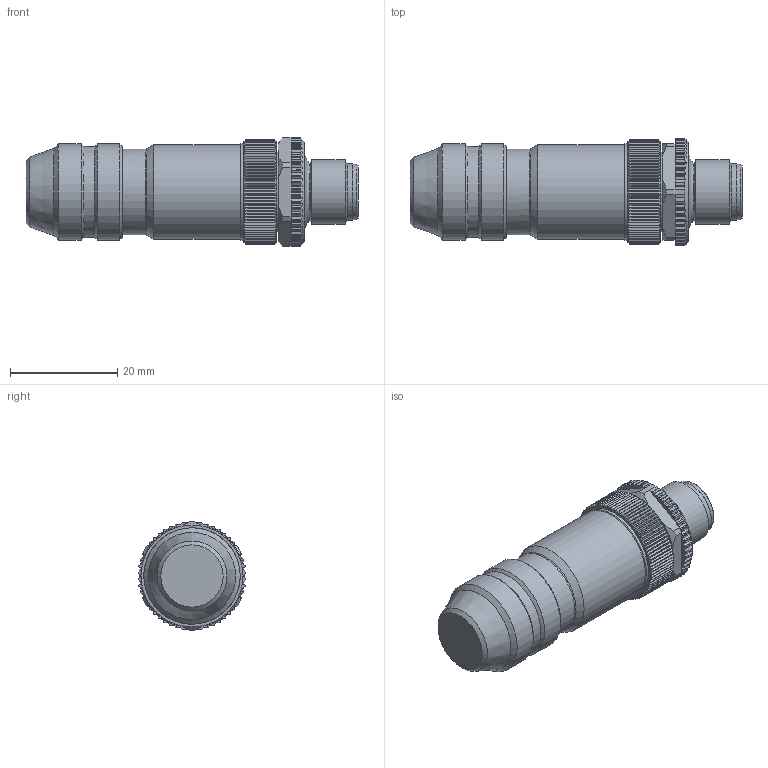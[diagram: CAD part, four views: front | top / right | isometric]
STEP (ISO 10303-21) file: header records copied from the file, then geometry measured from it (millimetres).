
FILE_DESCRIPTION(/* description */ (''),/* implementation_level */ '2;1');
FILE_NAME(/* name */ '99_1429_812_04_001_00.stp',/* time_stamp */ '2012-12-20T15:15:05+01:00',/* author */ (''),/* organization */ (''),/* preprocessor_version */ 'ST-DEVELOPER v11',/* originating_system */ 'SIEMENS UGS NX 6.0',/* authorisation */ '');
FILE_SCHEMA (('AUTOMOTIVE_DESIGN { 1 0 10303 214 1 1 1 1 }'));
Length unit declared in the file: millimetre
Products named in the file (1): kbor2AEAbkps
Bounding box: 62 x 20.16 x 20.2 mm (x, y, z)
Volume: 13236.1 mm3; surface area: 4532.5 mm2
Topology: 1 solids, 1 shells, 781 faces, 1904 edges, 1132 vertices
Faces by surface type: plane 340, cylinder 220, cone 215, sphere 4, torus 2
Full cylindrical faces by diameter (mm): 1 x4, 8.3 x1, 10.3 x1, 10.6 x1, 12 x1, 15 x1, 16 x1, 17 x1, 17.7 x1, 18 x3
Entity records: 23032 total; most frequent: CARTESIAN_POINT 5852, ORIENTED_EDGE 3706, DIRECTION 3386, EDGE_CURVE 1853, AXIS2_PLACEMENT_3D 1353, VERTEX_POINT 1115, EDGE_LOOP 822, ADVANCED_FACE 781
